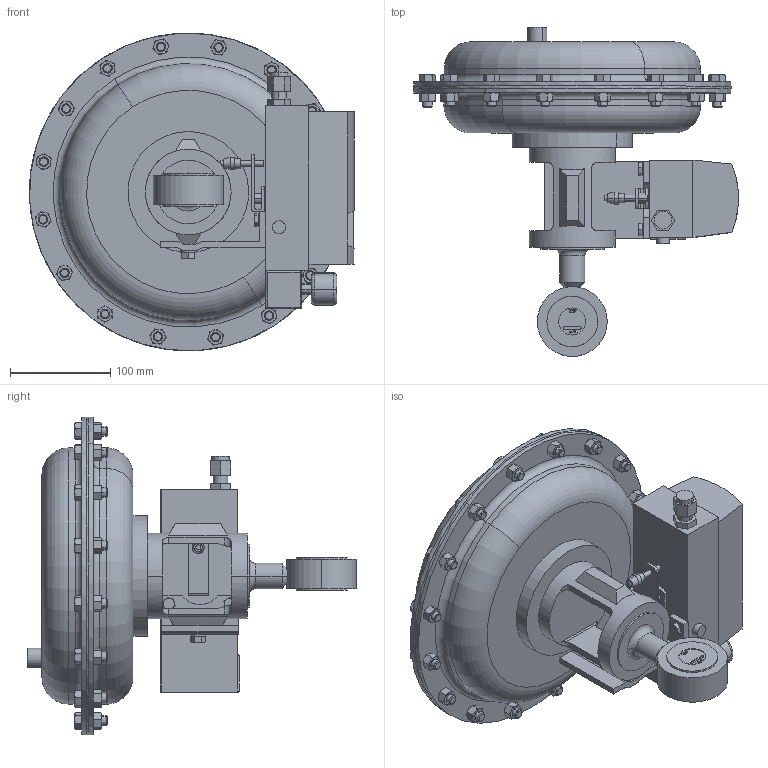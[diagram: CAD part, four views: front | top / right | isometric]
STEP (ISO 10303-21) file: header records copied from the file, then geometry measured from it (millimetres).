
FILE_DESCRIPTION (( 'STEP AP203' ), '1' );
FILE_NAME ('75SP-100-CB+SB-I3-55M-16IQ.step', '2017-10-27T12:44:05', ( '' ), ( '' ), 'SwSTEP 2.0', 'SolidWorks 2014', '' );
FILE_SCHEMA (( 'CONFIG_CONTROL_DESIGN' ));
Length unit declared in the file: inch
Products named in the file (1): 75SP-100-CB+SB-I3-55M-16IQ
Bounding box: 324.72 x 328.93 x 317.47 mm (x, y, z)
Volume: 6659693.1 mm3; surface area: 388074.5 mm2
Topology: 1 solids, 2 shells, 962 faces, 2222 edges, 1349 vertices
Faces by surface type: plane 437, cone 338, cylinder 138, bspline 29, torus 18, sphere 2
Entity records: 32778 total; most frequent: CARTESIAN_POINT 11959, ORIENTED_EDGE 4436, DIRECTION 4033, EDGE_CURVE 2218, AXIS2_PLACEMENT_3D 1573, VERTEX_POINT 1349, EDGE_LOOP 1059, FACE_OUTER_BOUND 962
